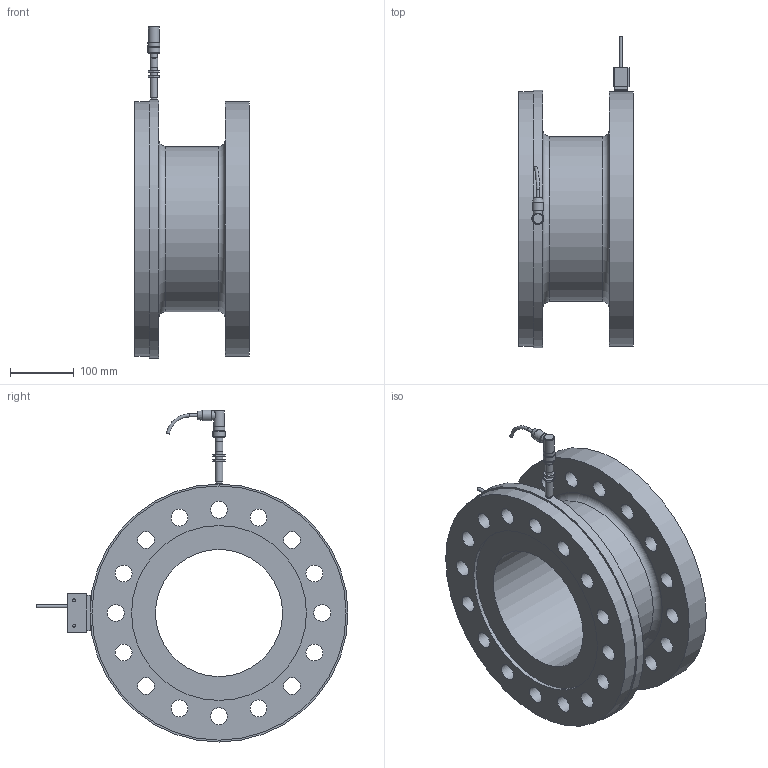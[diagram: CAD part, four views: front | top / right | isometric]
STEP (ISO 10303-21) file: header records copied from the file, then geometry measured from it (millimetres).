
FILE_DESCRIPTION (( 'STEP AP203' ), '1' );
FILE_NAME ('TF318-320_Mock-up.STEP', '2021-06-17T09:36:19', ( 'magtroladmin' ), ( 'Hewlett-Packard Company' ), 'SwSTEP 2.0', 'SolidWorks 2021', '' );
FILE_SCHEMA (( 'CONFIG_CONTROL_DESIGN' ));
Length unit declared in the file: millimetre
Products named in the file (9): 957.20.01.0007; Moque_Pick-up_TF218; 425-218-600-011; 425-218-601-011; 425-210-420-023_sans connecteur; TF318-320_Mock-up_Dessin de vente TF320; 957.34.40.4890_pr data-sheet; 957.11.07.2501; TF318-320_Mock-up
Assembly tree (8 placements, depth 3):
  TF318-320_Mock-up
    TF318-320_Mock-up_Dessin de vente TF320
    425-218-600-011
      425-218-601-011
      Moque_Pick-up_TF218
    425-210-420-023_sans connecteur
      957.20.01.0007
      957.11.07.2501
      957.34.40.4890_pr data-sheet
Bounding box: 180 x 491 x 522.5 mm (x, y, z)
Volume: 8580288 mm3; surface area: 726868.2 mm2
Topology: 8 solids, 8 shells, 152 faces, 342 edges, 224 vertices
Faces by surface type: cylinder 62, plane 59, cone 28, torus 3
Full cylindrical faces by diameter (mm): 1.2 x1, 2 x1, 4.5 x4, 5 x2, 8.5 x1, 10 x3, 10.981 x1, 11.9 x1, 12 x1, 12.1 x1, 14 x1, 17 x2, 17.5 x1, 18 x1, 18.5 x1, 19 x1, 26.5 x32, 200 x1, 260 x1, 275 x2, 400 x2, 406 x1
Entity records: 5057 total; most frequent: CARTESIAN_POINT 924, DIRECTION 682, ORIENTED_EDGE 500, EDGE_LOOP 317, AXIS2_PLACEMENT_3D 317, EDGE_CURVE 250, FACE_OUTER_BOUND 217, VERTEX_POINT 201
